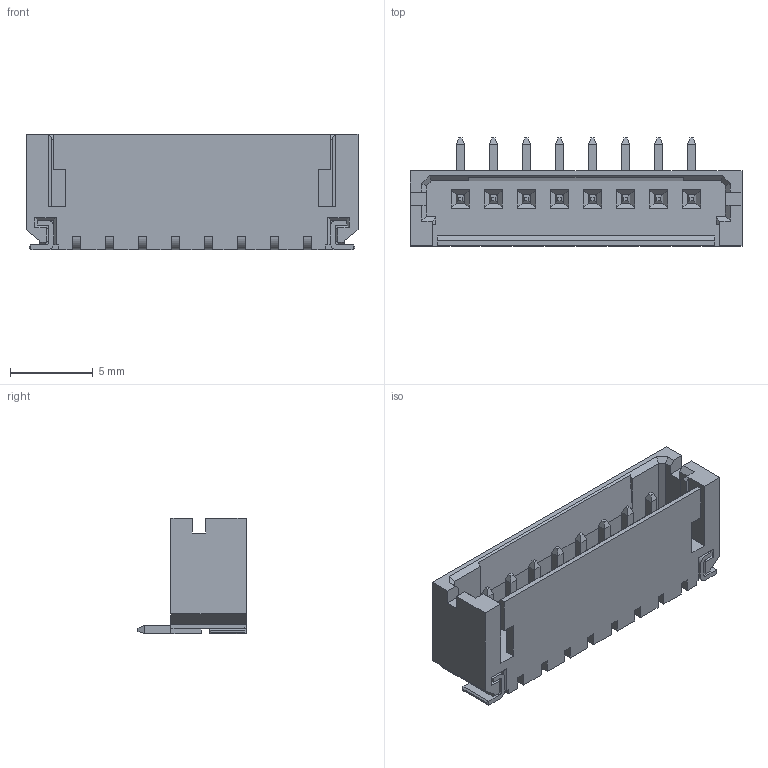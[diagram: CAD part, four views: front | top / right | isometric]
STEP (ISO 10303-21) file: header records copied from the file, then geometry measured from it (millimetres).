
FILE_DESCRIPTION((''),'2;1');
FILE_NAME('554600872','2007-12-28T',('mhm01'),(''),'PRO/ENGINEER BY PARAMETRIC TECHNOLOGY CORPORATION, 2003451','PRO/ENGINEER BY PARAMETRIC TECHNOLOGY CORPORATION, 2003451','');
FILE_SCHEMA(('CONFIG_CONTROL_DESIGN'));
Length unit declared in the file: millimetre
Products named in the file (1): 554600872
Bounding box: 20.1 x 6.55 x 7 mm (x, y, z)
Volume: 358.7 mm3; surface area: 864.7 mm2
Topology: 1 solids, 1 shells, 393 faces, 1054 edges, 678 vertices
Faces by surface type: plane 369, cylinder 24
Entity records: 11847 total; most frequent: CARTESIAN_POINT 2072, ORIENTED_EDGE 2014, DIRECTION 1892, EDGE_CURVE 1007, VECTOR 1004, LINE 1004, VERTEX_POINT 624, AXIS2_PLACEMENT_3D 444
